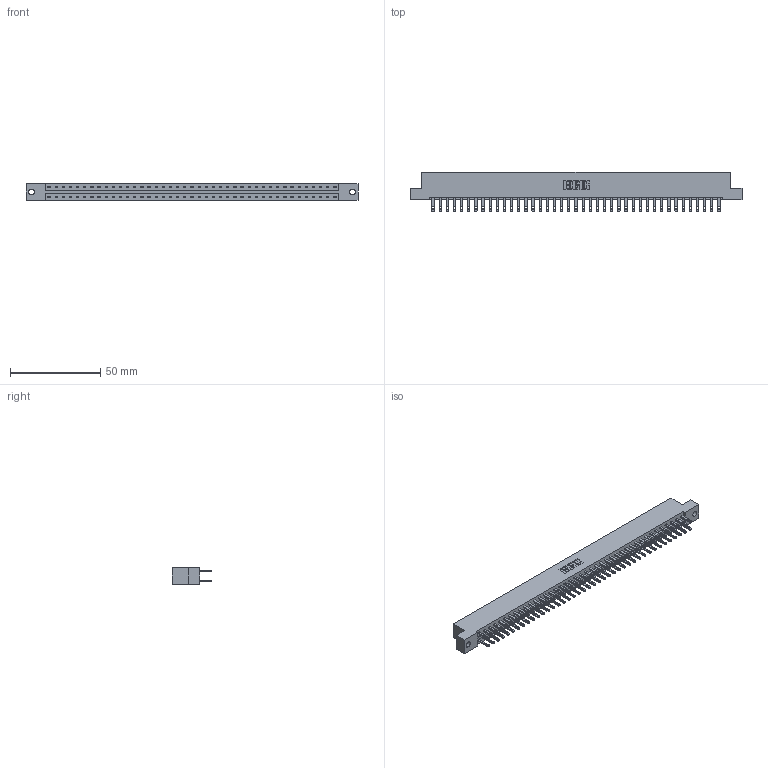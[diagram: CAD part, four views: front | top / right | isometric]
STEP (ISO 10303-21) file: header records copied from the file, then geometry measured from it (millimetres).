
FILE_DESCRIPTION (( 'STEP AP203' ), '1' );
FILE_NAME ('333-082-500-202.STEP', '2018-08-05T02:26:58', ( '' ), ( '' ), 'SwSTEP 2.0', 'SolidWorks 2016', '' );
FILE_SCHEMA (( 'CONFIG_CONTROL_DESIGN' ));
Length unit declared in the file: inch
Products named in the file (3): 333 Part_Flush - .128 Dia; 345-292-001_345-293-100; 333-082-500-202
Assembly tree (83 placements, depth 2):
  333-082-500-202
    333 Part_Flush - .128 Dia
    345-292-001_345-293-100  x82
Bounding box: 184 x 21.85 x 9.4 mm (x, y, z)
Volume: 18989.7 mm3; surface area: 23068.8 mm2
Topology: 83 solids, 83 shells, 4050 faces, 12365 edges, 8242 vertices
Faces by surface type: plane 2530, cylinder 1520
Entity records: 26439 total; most frequent: CARTESIAN_POINT 4382, ORIENTED_EDGE 4318, DIRECTION 3747, EDGE_CURVE 2159, LINE 2027, VECTOR 2027, VERTEX_POINT 1438, AXIS2_PLACEMENT_3D 860
